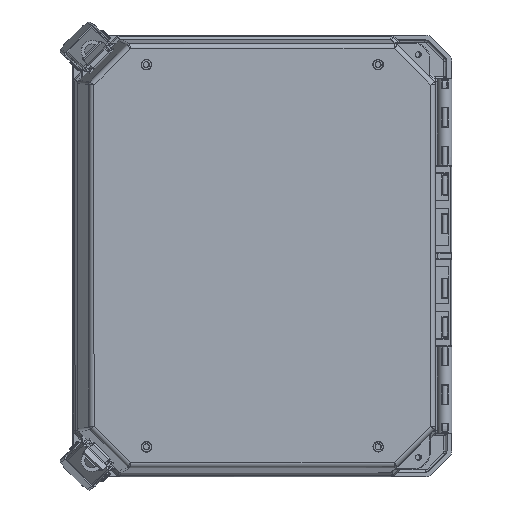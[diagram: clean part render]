
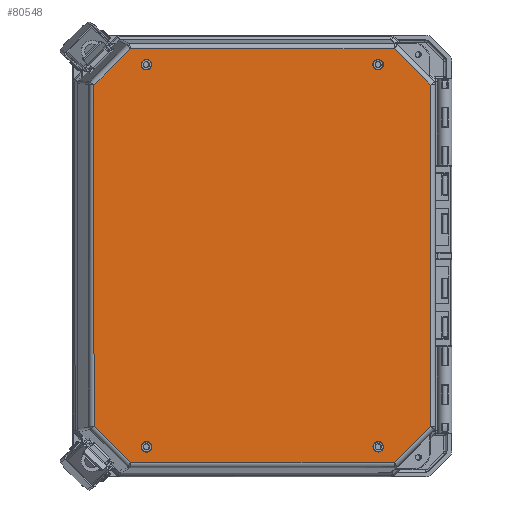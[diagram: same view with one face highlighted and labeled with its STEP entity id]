
A CAD part, top view. The second image highlights one B-rep face of the part: STEP entity #80548.
In plain terms, the highlighted face is planar.
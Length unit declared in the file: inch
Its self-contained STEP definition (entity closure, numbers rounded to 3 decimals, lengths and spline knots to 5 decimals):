
#591 = CARTESIAN_POINT ( 'NONE',  ( -0.94134, 0.10964, -6.29396 ) ) ;
#1334 = CARTESIAN_POINT ( 'NONE',  ( -0.80536, 9.8642, -6.12609 ) ) ;
#1621 = ORIENTED_EDGE ( 'NONE', *, *, #74611, .T. ) ;
#2138 = VERTEX_POINT ( 'NONE', #39792 ) ;
#2858 = VERTEX_POINT ( 'NONE', #591 ) ;
#3044 = DIRECTION ( 'NONE',  ( 0.017, -0.017, 1. ) ) ;
#3270 = ORIENTED_EDGE ( 'NONE', *, *, #83554, .T. ) ;
#3589 = AXIS2_PLACEMENT_3D ( 'NONE', #40017, #11851, #25454 ) ;
#3810 = CARTESIAN_POINT ( 'NONE',  ( -6.93053, 10.41169, -6.0096 ) ) ;
#5571 = DIRECTION ( 'NONE',  ( 0., 1., 0.017 ) ) ;
#6309 = AXIS2_PLACEMENT_3D ( 'NONE', #15972, #16930, #46553 ) ;
#6709 = LINE ( 'NONE', #21694, #86871 ) ;
#7074 = ORIENTED_EDGE ( 'NONE', *, *, #58600, .T. ) ;
#8073 = CARTESIAN_POINT ( 'NONE',  ( -6.80445, 9.86237, -6.02139 ) ) ;
#8099 = DIRECTION ( 'NONE',  ( -0.017, 0.017, -1. ) ) ;
#8453 = ORIENTED_EDGE ( 'NONE', *, *, #86529, .T. ) ;
#8624 = CARTESIAN_POINT ( 'NONE',  ( -6.93053, -0.30555, -6.19665 ) ) ;
#8812 = CARTESIAN_POINT ( 'NONE',  ( 0.55387, 0.63963, -6.31081 ) ) ;
#8846 = CARTESIAN_POINT ( 'NONE',  ( 0.55387, 1.87594, -6.28923 ) ) ;
#9058 = DIRECTION ( 'NONE',  ( -1., 0., 0.017 ) ) ;
#9753 = DIRECTION ( 'NONE',  ( 0.017, -0.017, 1. ) ) ;
#9881 = CIRCLE ( 'NONE', #90434, 0.136 ) ;
#10903 = EDGE_CURVE ( 'NONE', #76385, #64362, #17539, .T. ) ;
#11318 = CARTESIAN_POINT ( 'NONE',  ( -0.38986, 10.41368, -6.12376 ) ) ;
#11851 = DIRECTION ( 'NONE',  ( 0.017, -0.017, 1. ) ) ;
#11950 = EDGE_CURVE ( 'NONE', #80806, #2138, #44341, .T. ) ;
#13179 = DIRECTION ( 'NONE',  ( 0.017, -0.017, 1. ) ) ;
#15383 = CIRCLE ( 'NONE', #68105, 0.136 ) ;
#15972 = CARTESIAN_POINT ( 'NONE',  ( -6.80445, 0.10786, -6.19163 ) ) ;
#16519 = CARTESIAN_POINT ( 'NONE',  ( -6.80445, 10.13433, -6.01665 ) ) ;
#16840 = LINE ( 'NONE', #24612, #47138 ) ;
#16930 = DIRECTION ( 'NONE',  ( 0.017, -0.017, 1. ) ) ;
#17128 = ORIENTED_EDGE ( 'NONE', *, *, #41911, .T. ) ;
#17489 = VERTEX_POINT ( 'NONE', #79360 ) ;
#17539 = CIRCLE ( 'NONE', #3589, 0.136 ) ;
#18317 = DIRECTION ( 'NONE',  ( 1., 0., -0.017 ) ) ;
#18393 = CARTESIAN_POINT ( 'NONE',  ( 0.55387, 9.47106, -6.15668 ) ) ;
#18547 = VERTEX_POINT ( 'NONE', #47707 ) ;
#19194 = CARTESIAN_POINT ( 'NONE',  ( -8.16368, 0.63698, -6.15867 ) ) ;
#19471 = CIRCLE ( 'NONE', #73737, 0.136 ) ;
#21694 = CARTESIAN_POINT ( 'NONE',  ( -7.21995, -0.30564, -6.1916 ) ) ;
#21803 = ORIENTED_EDGE ( 'NONE', *, *, #11950, .T. ) ;
#23098 = ORIENTED_EDGE ( 'NONE', *, *, #74649, .T. ) ;
#23596 = PLANE ( 'NONE',  #83552 ) ;
#24612 = CARTESIAN_POINT ( 'NONE',  ( -0.38986, 10.41368, -6.12376 ) ) ;
#24736 = ORIENTED_EDGE ( 'NONE', *, *, #51211, .T. ) ;
#25454 = DIRECTION ( 'NONE',  ( 0., -1., -0.017 ) ) ;
#27507 = CIRCLE ( 'NONE', #83375, 0.136 ) ;
#28323 = VERTEX_POINT ( 'NONE', #65023 ) ;
#29292 = CARTESIAN_POINT ( 'NONE',  ( -0.80536, 0.10969, -6.29633 ) ) ;
#30603 = CARTESIAN_POINT ( 'NONE',  ( -6.80445, 0.10786, -6.19163 ) ) ;
#30669 = LINE ( 'NONE', #8846, #41187 ) ;
#30876 = FACE_OUTER_BOUND ( 'NONE', #93701, .T. ) ;
#31756 = EDGE_LOOP ( 'NONE', ( #24736, #50557 ) ) ;
#32108 = CARTESIAN_POINT ( 'NONE',  ( -0.80536, 0.10969, -6.29633 ) ) ;
#33145 = VERTEX_POINT ( 'NONE', #11318 ) ;
#33358 = LINE ( 'NONE', #3810, #52817 ) ;
#34022 = EDGE_CURVE ( 'NONE', #2138, #18547, #60868, .T. ) ;
#35898 = EDGE_LOOP ( 'NONE', ( #61626, #7074 ) ) ;
#35953 = CARTESIAN_POINT ( 'NONE',  ( -6.80445, 9.99835, -6.01902 ) ) ;
#36155 = CARTESIAN_POINT ( 'NONE',  ( -6.66847, 0.1079, -6.19401 ) ) ;
#37677 = ORIENTED_EDGE ( 'NONE', *, *, #53095, .T. ) ;
#38013 = ORIENTED_EDGE ( 'NONE', *, *, #40994, .T. ) ;
#38208 = DIRECTION ( 'NONE',  ( -1., 0., 0.017 ) ) ;
#38732 = ORIENTED_EDGE ( 'NONE', *, *, #47296, .T. ) ;
#39529 = VERTEX_POINT ( 'NONE', #8073 ) ;
#39792 = CARTESIAN_POINT ( 'NONE',  ( -8.16368, 9.4684, -6.00454 ) ) ;
#39935 = EDGE_CURVE ( 'NONE', #46795, #17489, #27507, .T. ) ;
#40017 = CARTESIAN_POINT ( 'NONE',  ( -0.80536, 10.00018, -6.12372 ) ) ;
#40977 = EDGE_LOOP ( 'NONE', ( #8453, #38732 ) ) ;
#40994 = EDGE_CURVE ( 'NONE', #90042, #49636, #74826, .T. ) ;
#41187 = VECTOR ( 'NONE', #76303, 39.37008 ) ;
#41891 = CIRCLE ( 'NONE', #6309, 0.136 ) ;
#41911 = EDGE_CURVE ( 'NONE', #18547, #33145, #33358, .T. ) ;
#42523 = VECTOR ( 'NONE', #38208, 39.37008 ) ;
#43268 = DIRECTION ( 'NONE',  ( 0., -1., -0.017 ) ) ;
#44341 = LINE ( 'NONE', #57486, #52675 ) ;
#45113 = ORIENTED_EDGE ( 'NONE', *, *, #49615, .T. ) ;
#46553 = DIRECTION ( 'NONE',  ( 1., 0., -0.017 ) ) ;
#46795 = VERTEX_POINT ( 'NONE', #36155 ) ;
#47138 = VECTOR ( 'NONE', #54218, 39.37008 ) ;
#47296 = EDGE_CURVE ( 'NONE', #62712, #39529, #9881, .T. ) ;
#47707 = CARTESIAN_POINT ( 'NONE',  ( -7.21995, 10.4116, -6.00455 ) ) ;
#49201 = VERTEX_POINT ( 'NONE', #18393 ) ;
#49615 = EDGE_CURVE ( 'NONE', #2858, #28323, #62718, .T. ) ;
#49636 = VERTEX_POINT ( 'NONE', #90860 ) ;
#50557 = ORIENTED_EDGE ( 'NONE', *, *, #10903, .T. ) ;
#51211 = EDGE_CURVE ( 'NONE', #64362, #76385, #19471, .T. ) ;
#51302 = DIRECTION ( 'NONE',  ( 0., -1., -0.017 ) ) ;
#52234 = CARTESIAN_POINT ( 'NONE',  ( -6.93053, 1.87366, -6.15861 ) ) ;
#52675 = VECTOR ( 'NONE', #5571, 39.37008 ) ;
#52817 = VECTOR ( 'NONE', #18317, 39.37008 ) ;
#53095 = EDGE_CURVE ( 'NONE', #49201, #90042, #30669, .T. ) ;
#53433 = AXIS2_PLACEMENT_3D ( 'NONE', #32108, #3044, #53496 ) ;
#53496 = DIRECTION ( 'NONE',  ( 1., 0., -0.017 ) ) ;
#54218 = DIRECTION ( 'NONE',  ( 0.707, -0.706, -0.025 ) ) ;
#56183 = CIRCLE ( 'NONE', #76350, 0.136 ) ;
#57486 = CARTESIAN_POINT ( 'NONE',  ( -8.16368, 1.87329, -6.13709 ) ) ;
#58600 = EDGE_CURVE ( 'NONE', #17489, #46795, #41891, .T. ) ;
#58851 = DIRECTION ( 'NONE',  ( 0., -1., -0.017 ) ) ;
#60284 = CARTESIAN_POINT ( 'NONE',  ( -6.80445, 9.99835, -6.01902 ) ) ;
#60868 = LINE ( 'NONE', #66703, #79698 ) ;
#61626 = ORIENTED_EDGE ( 'NONE', *, *, #39935, .T. ) ;
#62712 = VERTEX_POINT ( 'NONE', #16519 ) ;
#62718 = CIRCLE ( 'NONE', #53433, 0.136 ) ;
#63089 = DIRECTION ( 'NONE',  ( 1., 0., -0.017 ) ) ;
#63109 = EDGE_LOOP ( 'NONE', ( #91503, #45113 ) ) ;
#64362 = VERTEX_POINT ( 'NONE', #1334 ) ;
#65023 = CARTESIAN_POINT ( 'NONE',  ( -0.66938, 0.10973, -6.2987 ) ) ;
#65733 = DIRECTION ( 'NONE',  ( 0.017, -0.017, 1. ) ) ;
#65888 = DIRECTION ( 'NONE',  ( -0.707, 0.706, 0.025 ) ) ;
#66703 = CARTESIAN_POINT ( 'NONE',  ( -8.16368, 9.4684, -6.00454 ) ) ;
#68105 = AXIS2_PLACEMENT_3D ( 'NONE', #29292, #65733, #89455 ) ;
#68327 = CARTESIAN_POINT ( 'NONE',  ( -7.21995, -0.30564, -6.1916 ) ) ;
#73172 = CARTESIAN_POINT ( 'NONE',  ( -0.80536, 10.00018, -6.12372 ) ) ;
#73641 = DIRECTION ( 'NONE',  ( 0.017, -0.017, 1. ) ) ;
#73737 = AXIS2_PLACEMENT_3D ( 'NONE', #73172, #73641, #51302 ) ;
#74577 = FACE_BOUND ( 'NONE', #35898, .T. ) ;
#74611 = EDGE_CURVE ( 'NONE', #33145, #49201, #16840, .T. ) ;
#74649 = EDGE_CURVE ( 'NONE', #49636, #75205, #75116, .T. ) ;
#74826 = LINE ( 'NONE', #8812, #92718 ) ;
#75116 = LINE ( 'NONE', #8624, #42523 ) ;
#75205 = VERTEX_POINT ( 'NONE', #68327 ) ;
#75917 = DIRECTION ( 'NONE',  ( 0.707, 0.707, 0. ) ) ;
#76303 = DIRECTION ( 'NONE',  ( 0., -1., -0.017 ) ) ;
#76350 = AXIS2_PLACEMENT_3D ( 'NONE', #35953, #13179, #43268 ) ;
#76385 = VERTEX_POINT ( 'NONE', #83986 ) ;
#78073 = DIRECTION ( 'NONE',  ( -0.707, -0.707, 0. ) ) ;
#79307 = EDGE_CURVE ( 'NONE', #28323, #2858, #15383, .T. ) ;
#79360 = CARTESIAN_POINT ( 'NONE',  ( -6.94043, 0.10782, -6.18926 ) ) ;
#79470 = ORIENTED_EDGE ( 'NONE', *, *, #34022, .T. ) ;
#79698 = VECTOR ( 'NONE', #75917, 39.37008 ) ;
#80548 = ADVANCED_FACE ( 'NONE', ( #30876, #90085, #83299, #74577, #82841 ), #23596, .T. ) ;
#80806 = VERTEX_POINT ( 'NONE', #19194 ) ;
#81647 = DIRECTION ( 'NONE',  ( 0.017, -0.017, 1. ) ) ;
#82841 = FACE_BOUND ( 'NONE', #31756, .T. ) ;
#83299 = FACE_BOUND ( 'NONE', #63109, .T. ) ;
#83375 = AXIS2_PLACEMENT_3D ( 'NONE', #30603, #9753, #63089 ) ;
#83552 = AXIS2_PLACEMENT_3D ( 'NONE', #52234, #8099, #9058 ) ;
#83554 = EDGE_CURVE ( 'NONE', #75205, #80806, #6709, .T. ) ;
#83986 = CARTESIAN_POINT ( 'NONE',  ( -0.80536, 10.13616, -6.12134 ) ) ;
#86529 = EDGE_CURVE ( 'NONE', #39529, #62712, #56183, .T. ) ;
#86871 = VECTOR ( 'NONE', #65888, 39.37008 ) ;
#89455 = DIRECTION ( 'NONE',  ( 1., 0., -0.017 ) ) ;
#90042 = VERTEX_POINT ( 'NONE', #93651 ) ;
#90085 = FACE_BOUND ( 'NONE', #40977, .T. ) ;
#90434 = AXIS2_PLACEMENT_3D ( 'NONE', #60284, #81647, #58851 ) ;
#90860 = CARTESIAN_POINT ( 'NONE',  ( -0.38986, -0.30356, -6.3108 ) ) ;
#91503 = ORIENTED_EDGE ( 'NONE', *, *, #79307, .T. ) ;
#92718 = VECTOR ( 'NONE', #78073, 39.37008 ) ;
#93651 = CARTESIAN_POINT ( 'NONE',  ( 0.55387, 0.63963, -6.31081 ) ) ;
#93701 = EDGE_LOOP ( 'NONE', ( #21803, #79470, #17128, #1621, #37677, #38013, #23098, #3270 ) ) ;
